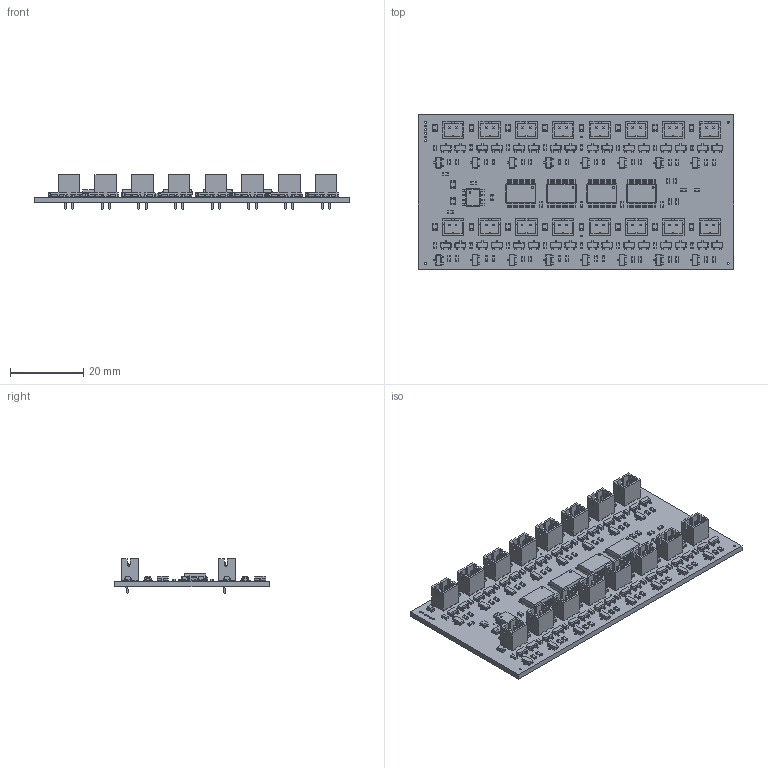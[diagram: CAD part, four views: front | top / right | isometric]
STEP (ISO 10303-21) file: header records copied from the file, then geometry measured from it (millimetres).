
FILE_DESCRIPTION(('KiCad electronic assembly'),'2;1');
FILE_NAME('Sensors.step','2025-04-22T01:20:46',('Pcbnew'),('Kicad'), 'Open CASCADE STEP processor 7.8','KiCad to STEP converter','Unknown' );
FILE_SCHEMA(('AUTOMOTIVE_DESIGN { 1 0 10303 214 1 1 1 1 }'));
Length unit declared in the file: millimetre
Products named in the file (10): Sensors 1; LED_0805_2012Metric; R_0603_1608Metric; C_0603_1608Metric; SOT-23; JST_PH_B2B-PH-K_1x02_P2.00mm_Vertical; SSOP-24_5.3x8.2mm_P0.65mm; SO-8_3.9x4.9mm_P1.27mm; Sensors 1.102.1; Sensors_PCB
Assembly tree (151 placements, depth 3):
  Sensors 1
    LED_0805_2012Metric  x18
    R_0603_1608Metric  x40
    C_0603_1608Metric  x22
    SOT-23  x48
    JST_PH_B2B-PH-K_1x02_P2.00mm_Vertical  x16
    SSOP-24_5.3x8.2mm_P0.65mm  x4
    SO-8_3.9x4.9mm_P1.27mm
      Sensors 1.102.1
    Sensors_PCB
Bounding box: 86 x 42 x 9.4 mm (x, y, z)
Volume: 7447.9 mm3; surface area: 14308.5 mm2
Topology: 159 solids, 159 shells, 9524 faces, 24305 edges, 15214 vertices
Faces by surface type: plane 6219, cylinder 1801, bspline 1504
Full cylindrical faces by diameter (mm): 0.4 x2, 0.5 x15, 0.75 x32
Entity records: 33809 total; most frequent: CARTESIAN_POINT 5361, ORIENTED_EDGE 4806, DIRECTION 4703, EDGE_CURVE 2403, LINE 1883, VECTOR 1883, VERTEX_POINT 1528, AXIS2_PLACEMENT_3D 1410
